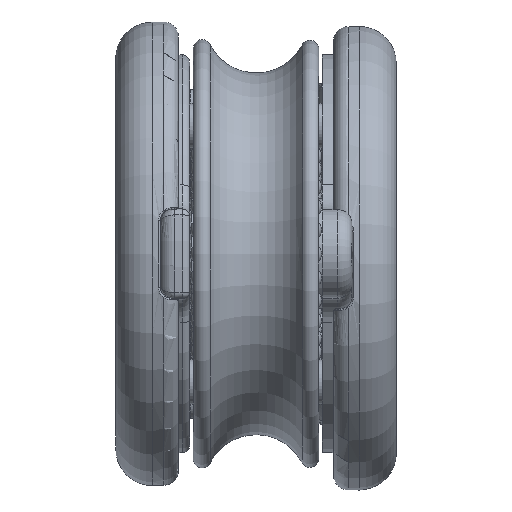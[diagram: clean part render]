
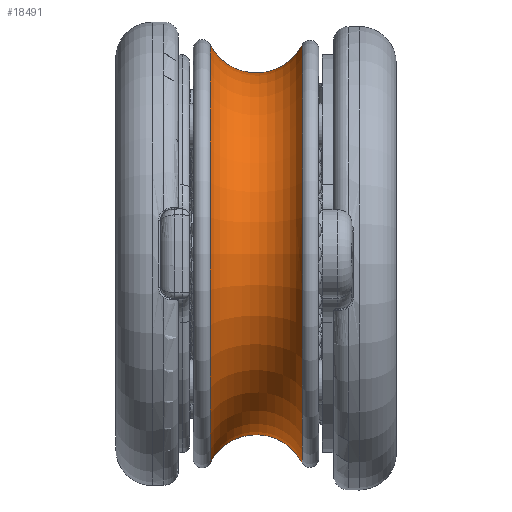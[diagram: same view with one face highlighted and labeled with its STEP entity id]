
A CAD part, front view. The second image highlights one B-rep face of the part: STEP entity #18491.
In plain terms, the highlighted toroidal (fillet/blend) face has major radius 31.5 mm and minor radius 7 mm.
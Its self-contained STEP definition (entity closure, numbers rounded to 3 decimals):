
#215=TOROIDAL_SURFACE('',#19891,31.5,7.);
#765=FACE_BOUND('',#3596,.T.);
#2290=FACE_OUTER_BOUND('',#3595,.T.);
#3595=EDGE_LOOP('',(#17264));
#3596=EDGE_LOOP('',(#17265));
#4895=CIRCLE('',#19890,28.282);
#4896=CIRCLE('',#19892,28.341);
#9307=VERTEX_POINT('',#35467);
#9308=VERTEX_POINT('',#35470);
#11960=EDGE_CURVE('',#9307,#9307,#4895,.T.);
#11961=EDGE_CURVE('',#9308,#9308,#4896,.T.);
#17264=ORIENTED_EDGE('',*,*,#11960,.T.);
#17265=ORIENTED_EDGE('',*,*,#11961,.F.);
#18491=ADVANCED_FACE('',(#2290,#765),#215,.F.);
#19890=AXIS2_PLACEMENT_3D('',#35468,#23984,#23985);
#19891=AXIS2_PLACEMENT_3D('',#35469,#23986,#23987);
#19892=AXIS2_PLACEMENT_3D('',#35471,#23988,#23989);
#23984=DIRECTION('center_axis',(-1.,0.,0.));
#23985=DIRECTION('ref_axis',(0.,0.,
-1.));
#23986=DIRECTION('center_axis',(-1.,0.,0.));
#23987=DIRECTION('ref_axis',(0.,0.,
-1.));
#23988=DIRECTION('center_axis',(-1.,0.,0.));
#23989=DIRECTION('ref_axis',(0.,0.,
-1.));
#35467=CARTESIAN_POINT('',(6.234,-28.282,0.));
#35468=CARTESIAN_POINT('Origin',(6.234,0.,
0.));
#35469=CARTESIAN_POINT('Origin',(0.018,0.,
0.));
#35470=CARTESIAN_POINT('',(-6.229,-28.341,0.));
#35471=CARTESIAN_POINT('Origin',(-6.229,0.,
0.));
